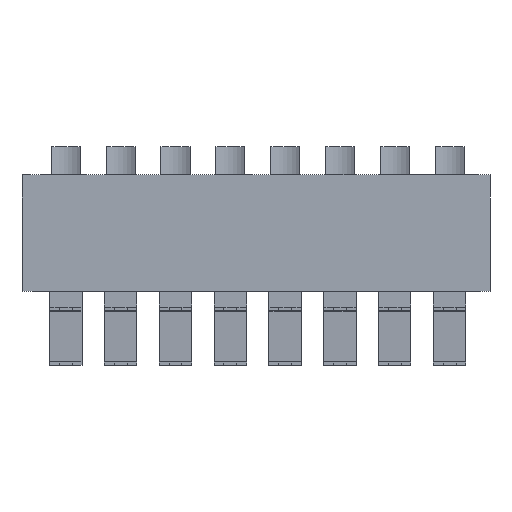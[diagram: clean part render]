
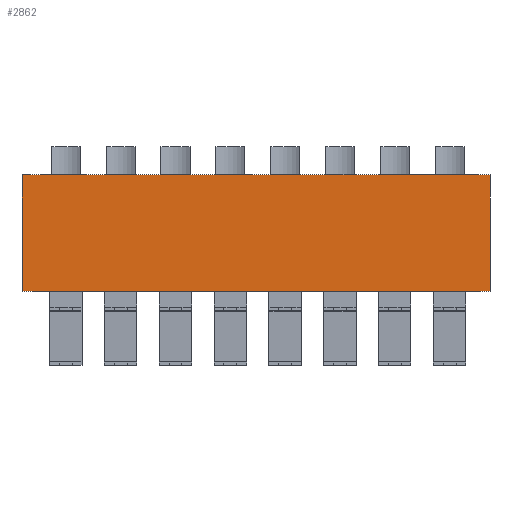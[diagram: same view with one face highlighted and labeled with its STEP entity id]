
A CAD part, front view. The second image highlights one B-rep face of the part: STEP entity #2862.
In plain terms, the highlighted planar face has unit normal (0, -1, 0).
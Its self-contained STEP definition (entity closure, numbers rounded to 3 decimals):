
#1447 = VERTEX_POINT ( 'NONE', #7589 ) ;
#1449 = EDGE_CURVE ( 'NONE', #1447, #1488, #7570, .T. ) ;
#1488 = VERTEX_POINT ( 'NONE', #7542 ) ;
#1608 = ORIENTED_EDGE ( 'NONE', *, *, #1610, .F. ) ;
#1610 = EDGE_CURVE ( 'NONE', #1447, #2865, #7738, .T. ) ;
#1612 = ORIENTED_EDGE ( 'NONE', *, *, #1449, .T. ) ;
#2841 = VERTEX_POINT ( 'NONE', #13741 ) ;
#2858 = EDGE_LOOP ( 'NONE', ( #2879, #2863, #1608, #1612 ) ) ;
#2862 = ADVANCED_FACE ( 'NONE', ( #13737 ), #13884, .F. ) ;
#2863 = ORIENTED_EDGE ( 'NONE', *, *, #2885, .F. ) ;
#2864 = EDGE_CURVE ( 'NONE', #1488, #2841, #13888, .T. ) ;
#2865 = VERTEX_POINT ( 'NONE', #13889 ) ;
#2879 = ORIENTED_EDGE ( 'NONE', *, *, #2864, .T. ) ;
#2885 = EDGE_CURVE ( 'NONE', #2865, #2841, #13924, .T. ) ;
#7542 = CARTESIAN_POINT ( 'NONE',  ( 0., 0., 0. ) ) ;
#7566 = DIRECTION ( 'NONE',  ( -1., 0., 0. ) ) ;
#7567 = VECTOR ( 'NONE', #7566, 1000. ) ;
#7569 = CARTESIAN_POINT ( 'NONE',  ( 21.68, 0., 0. ) ) ;
#7570 = LINE ( 'NONE', #7569, #7567 ) ;
#7589 = CARTESIAN_POINT ( 'NONE',  ( 21.68, 0., 0. ) ) ;
#7733 = VECTOR ( 'NONE', #7734, 1000. ) ;
#7734 = DIRECTION ( 'NONE',  ( 0., 0., -1. ) ) ;
#7735 = CARTESIAN_POINT ( 'NONE',  ( 21.68, 0., 0. ) ) ;
#7738 = LINE ( 'NONE', #7735, #7733 ) ;
#13737 = FACE_OUTER_BOUND ( 'NONE', #2858, .T. ) ;
#13741 = CARTESIAN_POINT ( 'NONE',  ( 0., 0., -5.4 ) ) ;
#13876 = DIRECTION ( 'NONE',  ( 0., 0., -1. ) ) ;
#13877 = VECTOR ( 'NONE', #13876, 1000. ) ;
#13878 = CARTESIAN_POINT ( 'NONE',  ( 0., 0., 0. ) ) ;
#13881 = DIRECTION ( 'NONE',  ( 0., 0., 1. ) ) ;
#13882 = DIRECTION ( 'NONE',  ( 0., 1., 0. ) ) ;
#13883 = CARTESIAN_POINT ( 'NONE',  ( 21.68, 0., 0. ) ) ;
#13884 = PLANE ( 'NONE',  #13895 ) ;
#13888 = LINE ( 'NONE', #13878, #13877 ) ;
#13889 = CARTESIAN_POINT ( 'NONE',  ( 21.68, 0., -5.4 ) ) ;
#13895 = AXIS2_PLACEMENT_3D ( 'NONE', #13883, #13882, #13881 ) ;
#13921 = DIRECTION ( 'NONE',  ( -1., 0., 0. ) ) ;
#13922 = VECTOR ( 'NONE', #13921, 1000. ) ;
#13923 = CARTESIAN_POINT ( 'NONE',  ( 21.68, 0., -5.4 ) ) ;
#13924 = LINE ( 'NONE', #13923, #13922 ) ;
